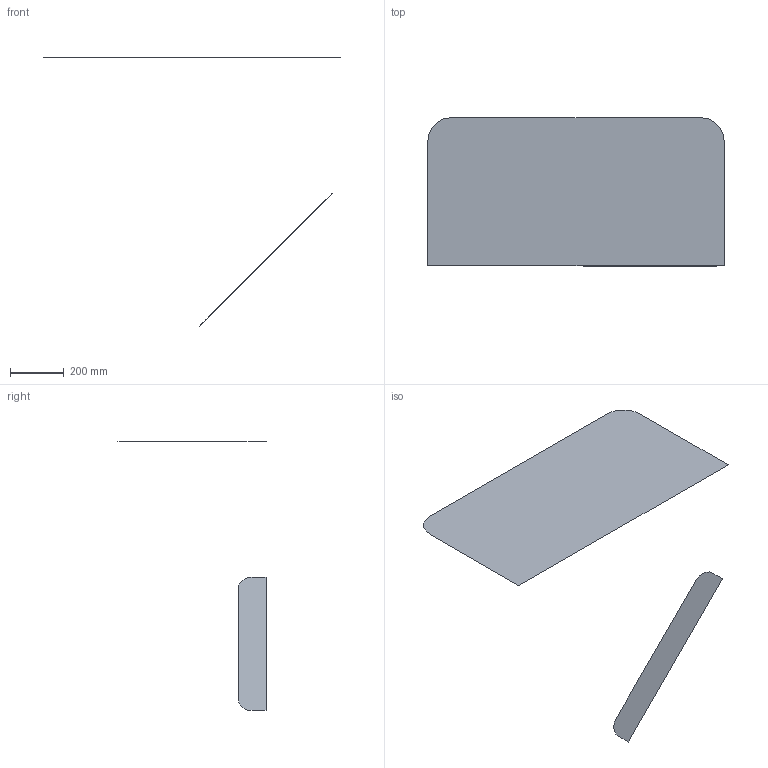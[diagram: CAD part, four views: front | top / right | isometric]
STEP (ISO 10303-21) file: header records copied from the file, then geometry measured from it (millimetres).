
FILE_DESCRIPTION (( 'STEP AP214' ), '1' );
FILE_NAME ('Trichter1.2.STEP', '2014-09-25T11:16:51', ( '' ), ( '' ), 'SwSTEP 2.0', 'SolidWorks 2014', '' );
FILE_SCHEMA (( 'AUTOMOTIVE_DESIGN' ));
Length unit declared in the file: millimetre
Products named in the file (1): Trichter1.2
Bounding box: 1100 x 550 x 999.24 mm (x, y, z)
Surface area: 671976 mm2 (no closed solid volume)
Topology: 0 solids, 2 shells, 2 faces, 28 edges, 28 vertices
Faces by surface type: plane 2
Entity records: 272 total; most frequent: CARTESIAN_POINT 59, DIRECTION 34, VECTOR 28, EDGE_CURVE 28, ORIENTED_EDGE 28, VERTEX_POINT 28, LINE 28, AXIS2_PLACEMENT_3D 3
